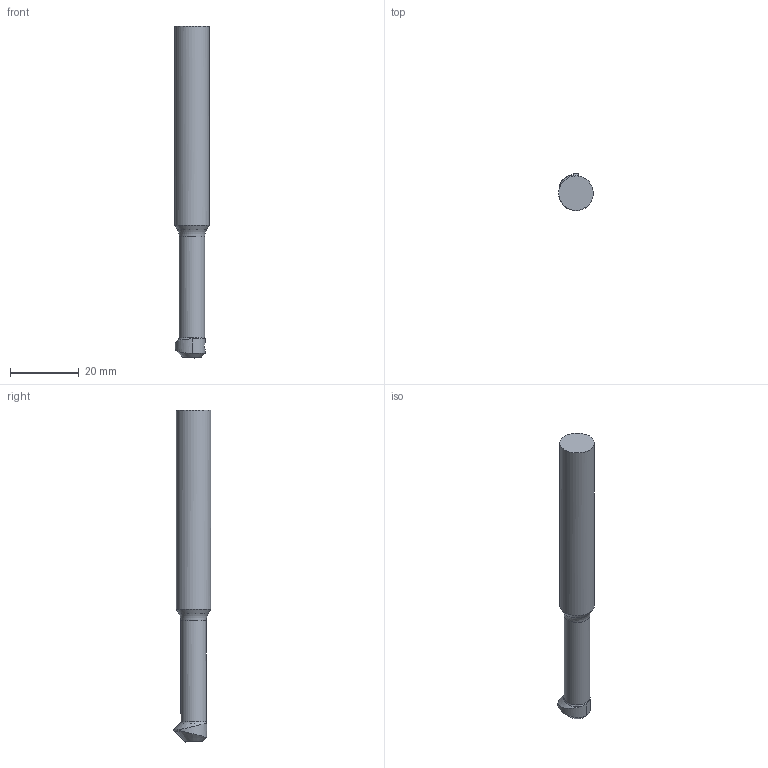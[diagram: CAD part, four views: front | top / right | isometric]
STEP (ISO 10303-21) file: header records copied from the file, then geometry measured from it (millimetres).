
FILE_DESCRIPTION((''),'1');
FILE_NAME('ST10-C0611-45B-35.stp','2017-10-10T04:44:53',(''),(''),'Spatial Interop R21 SP3','Kubotek KeyCreator 2011 V10.0.2 (22737)',' ');
FILE_SCHEMA(('automotive_design'));
Length unit declared in the file: millimetre
Products named in the file (1): 240[2]
Bounding box: 10 x 10.91 x 96.24 mm (x, y, z)
Volume: 6206.8 mm3; surface area: 2899.2 mm2
Topology: 1 solids, 1 shells, 29 faces, 91 edges, 60 vertices
Faces by surface type: plane 15, cylinder 8, cone 3, torus 3
Full cylindrical faces by diameter (mm): 7.4 x1, 10 x1
Entity records: 1865 total; most frequent: CARTESIAN_POINT 310, ORIENTED_EDGE 168, DIRECTION 147, PRESENTATION_STYLE_ASSIGNMENT 144, COLOUR_RGB 144, STYLED_ITEM 114, CURVE_STYLE 114, DRAUGHTING_PRE_DEFINED_CURVE_FONT 114
